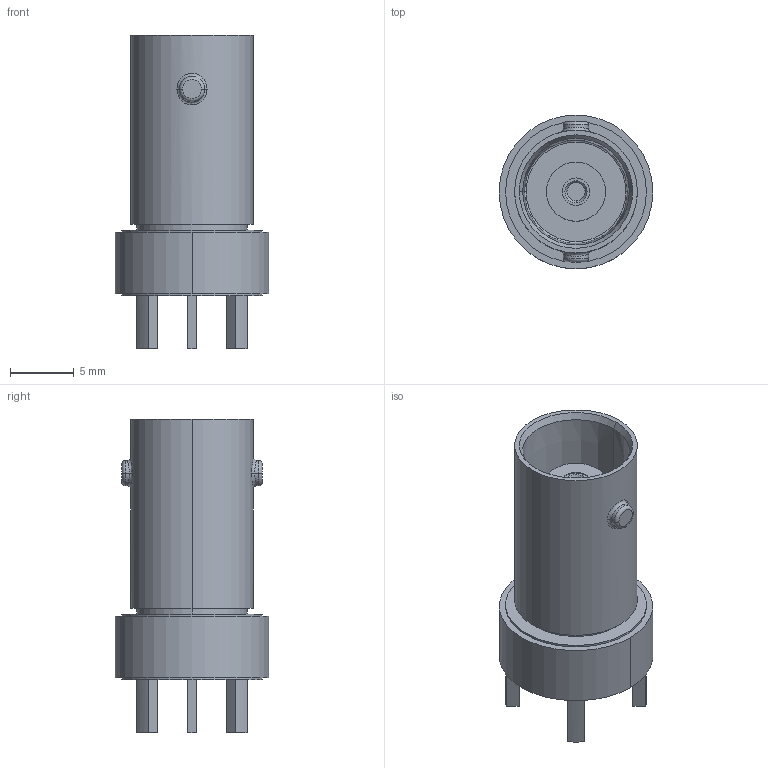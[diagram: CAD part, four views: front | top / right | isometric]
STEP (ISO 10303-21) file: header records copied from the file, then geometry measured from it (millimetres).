
FILE_DESCRIPTION((''),'2;1');
FILE_NAME('C-222006-1','2015-11-28T',('workeradm'),('Tyco Electronics Ltd.'),'CREO PARAMETRIC BY PTC INC, 2015200','CREO PARAMETRIC BY PTC INC, 2015200','');
FILE_SCHEMA(('AUTOMOTIVE_DESIGN { 1 0 10303 214 1 1 1 1 }'));
Length unit declared in the file: millimetre
Products named in the file (1): C-222006-1
Bounding box: 12.09 x 12.09 x 24.66 mm (x, y, z)
Volume: 1359.8 mm3; surface area: 1298.8 mm2
Topology: 1 solids, 1 shells, 73 faces, 154 edges, 98 vertices
Faces by surface type: plane 29, cylinder 28, cone 6, torus 6, bspline 4
Entity records: 2428 total; most frequent: CARTESIAN_POINT 771, DIRECTION 360, ORIENTED_EDGE 308, EDGE_CURVE 154, AXIS2_PLACEMENT_3D 145, VERTEX_POINT 98, EDGE_LOOP 88, CIRCLE 76
